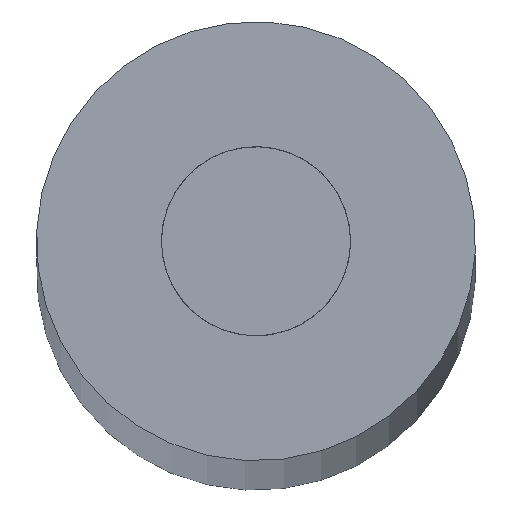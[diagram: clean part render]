
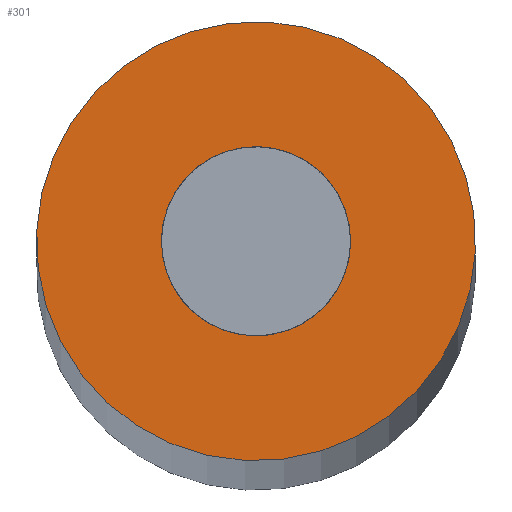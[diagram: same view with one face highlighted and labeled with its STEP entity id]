
A CAD part, top view. The second image highlights one B-rep face of the part: STEP entity #301.
In plain terms, the highlighted planar face has unit normal (0, 0, 1).
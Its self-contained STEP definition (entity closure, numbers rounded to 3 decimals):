
#191=CARTESIAN_POINT('',(-0.65,0.,50.));
#192=VERTEX_POINT('',#191);
#218=CARTESIAN_POINT('',(0.65,-0.,50.));
#219=VERTEX_POINT('',#218);
#220=CARTESIAN_POINT('',(0.,0.,50.));
#221=DIRECTION('',(0.,0.,-1.));
#222=DIRECTION('',(1.,-0.,0.));
#223=AXIS2_PLACEMENT_3D('',#220,#221,#222);
#224=CIRCLE('',#223,0.65);
#225=EDGE_CURVE('',#192,#219,#224,.T.);
#227=CARTESIAN_POINT('',(0.,0.,50.));
#228=DIRECTION('',(0.,0.,-1.));
#229=DIRECTION('',(1.,-0.,0.));
#230=AXIS2_PLACEMENT_3D('',#227,#228,#229);
#231=CIRCLE('',#230,0.65);
#232=EDGE_CURVE('',#219,#192,#231,.T.);
#242=CARTESIAN_POINT('',(-0.28,0.,50.));
#243=VERTEX_POINT('',#242);
#252=CARTESIAN_POINT('',(0.28,-0.,50.));
#253=VERTEX_POINT('',#252);
#254=CARTESIAN_POINT('',(0.,0.,50.));
#255=DIRECTION('',(0.,0.,1.));
#256=DIRECTION('',(1.,-0.,0.));
#257=AXIS2_PLACEMENT_3D('',#254,#255,#256);
#258=CIRCLE('',#257,0.28);
#259=EDGE_CURVE('',#243,#253,#258,.T.);
#261=CARTESIAN_POINT('',(0.,0.,50.));
#262=DIRECTION('',(0.,0.,1.));
#263=DIRECTION('',(1.,-0.,0.));
#264=AXIS2_PLACEMENT_3D('',#261,#262,#263);
#265=CIRCLE('',#264,0.28);
#266=EDGE_CURVE('',#253,#243,#265,.T.);
#288=CARTESIAN_POINT('',(0.,0.,50.));
#289=DIRECTION('',(0.,0.,1.));
#290=DIRECTION('',(1.,-0.,0.));
#291=AXIS2_PLACEMENT_3D('',#288,#289,#290);
#292=PLANE('',#291);
#293=ORIENTED_EDGE('',*,*,#259,.F.);
#294=ORIENTED_EDGE('',*,*,#266,.F.);
#295=EDGE_LOOP('',(#293,#294));
#296=FACE_BOUND('',#295,.T.);
#297=ORIENTED_EDGE('',*,*,#225,.F.);
#298=ORIENTED_EDGE('',*,*,#232,.F.);
#299=EDGE_LOOP('',(#297,#298));
#300=FACE_BOUND('',#299,.T.);
#301=ADVANCED_FACE('',(#296,#300),#292,.T.);
